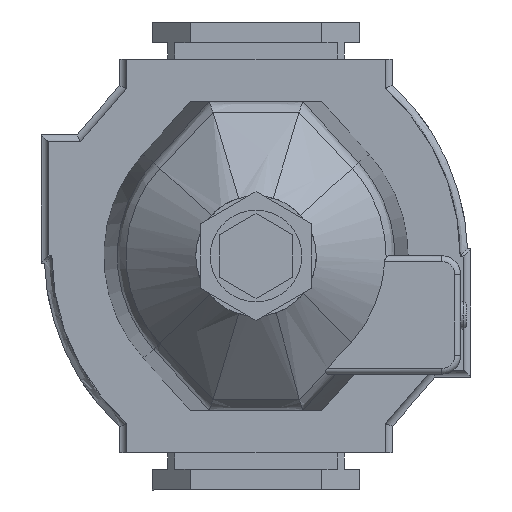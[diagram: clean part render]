
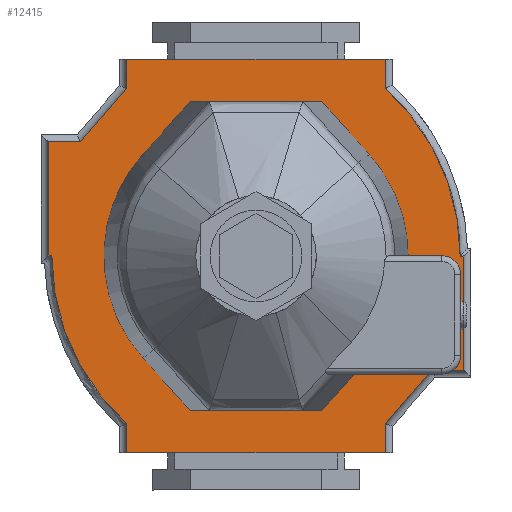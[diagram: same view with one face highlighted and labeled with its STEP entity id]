
A CAD part, front view. The second image highlights one B-rep face of the part: STEP entity #12415.
In plain terms, the highlighted face is planar.
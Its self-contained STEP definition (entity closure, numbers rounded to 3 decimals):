
#128 = ORIENTED_EDGE ( 'NONE', *, *, #4240, .F. ) ;
#209 = VERTEX_POINT ( 'NONE', #6721 ) ;
#238 = LINE ( 'NONE', #11828, #10384 ) ;
#275 = DIRECTION ( 'NONE',  ( 0., 0., 1. ) ) ;
#312 = CARTESIAN_POINT ( 'NONE',  ( 0., 0., -3.5 ) ) ;
#727 = CARTESIAN_POINT ( 'NONE',  ( -28.65, 0., 22.1 ) ) ;
#765 = ORIENTED_EDGE ( 'NONE', *, *, #8593, .F. ) ;
#868 = DIRECTION ( 'NONE',  ( -1., 0., 0. ) ) ;
#1140 = AXIS2_PLACEMENT_3D ( 'NONE', #7745, #2662, #275 ) ;
#1226 = EDGE_LOOP ( 'NONE', ( #6786, #6707, #11704, #10601, #9910, #5558, #4280, #128, #7242, #4512, #1366, #1986, #9980, #6832, #7731, #765 ) ) ;
#1359 = VERTEX_POINT ( 'NONE', #4856 ) ;
#1366 = ORIENTED_EDGE ( 'NONE', *, *, #2462, .F. ) ;
#1392 = CARTESIAN_POINT ( 'NONE',  ( 0., 0., -35.5 ) ) ;
#1464 = DIRECTION ( 'NONE',  ( 1., 0., 0. ) ) ;
#1563 = DIRECTION ( 'NONE',  ( -0.757, 0., -0.654 ) ) ;
#1693 = LINE ( 'NONE', #10502, #10993 ) ;
#1746 = VERTEX_POINT ( 'NONE', #10413 ) ;
#1976 = DIRECTION ( 'NONE',  ( 0., 0., 1. ) ) ;
#1986 = ORIENTED_EDGE ( 'NONE', *, *, #4437, .F. ) ;
#2084 = EDGE_CURVE ( 'NONE', #12286, #7294, #5845, .T. ) ;
#2462 = EDGE_CURVE ( 'NONE', #9609, #12286, #1693, .T. ) ;
#2576 = LINE ( 'NONE', #7280, #2759 ) ;
#2597 = CARTESIAN_POINT ( 'NONE',  ( 0., 0., 34.9 ) ) ;
#2610 = VECTOR ( 'NONE', #8671, 1000. ) ;
#2662 = DIRECTION ( 'NONE',  ( 0., 1., 0. ) ) ;
#2759 = VECTOR ( 'NONE', #11262, 1000. ) ;
#2867 = VECTOR ( 'NONE', #8797, 1000. ) ;
#3079 = DIRECTION ( 'NONE',  ( 0., 0., -1. ) ) ;
#3093 = CARTESIAN_POINT ( 'NONE',  ( -19.5, 0., 35.5 ) ) ;
#3207 = EDGE_CURVE ( 'NONE', #12319, #4840, #3997, .T. ) ;
#3224 = EDGE_CURVE ( 'NONE', #7216, #7462, #11886, .T. ) ;
#3334 = VECTOR ( 'NONE', #4914, 1000. ) ;
#3390 = LINE ( 'NONE', #9410, #6791 ) ;
#3551 = VECTOR ( 'NONE', #3079, 1000. ) ;
#3839 = PLANE ( 'NONE',  #1140 ) ;
#3906 = EDGE_CURVE ( 'NONE', #4666, #9741, #6688, .T. ) ;
#3997 = LINE ( 'NONE', #11619, #2867 ) ;
#4006 = CARTESIAN_POINT ( 'NONE',  ( 0., 0., -34.9 ) ) ;
#4052 = CARTESIAN_POINT ( 'NONE',  ( 33.65, 0., -22.1 ) ) ;
#4175 = LINE ( 'NONE', #12129, #3551 ) ;
#4240 = EDGE_CURVE ( 'NONE', #1359, #4666, #7568, .T. ) ;
#4280 = ORIENTED_EDGE ( 'NONE', *, *, #3906, .F. ) ;
#4437 = EDGE_CURVE ( 'NONE', #7462, #9609, #5911, .T. ) ;
#4512 = ORIENTED_EDGE ( 'NONE', *, *, #2084, .F. ) ;
#4550 = CARTESIAN_POINT ( 'NONE',  ( 19.5, 0., -30. ) ) ;
#4666 = VERTEX_POINT ( 'NONE', #3093 ) ;
#4840 = VERTEX_POINT ( 'NONE', #5286 ) ;
#4856 = CARTESIAN_POINT ( 'NONE',  ( 0., 0., 35.5 ) ) ;
#4897 = CARTESIAN_POINT ( 'NONE',  ( 33.65, 0., 22.1 ) ) ;
#4914 = DIRECTION ( 'NONE',  ( 0., 0., 1. ) ) ;
#5286 = CARTESIAN_POINT ( 'NONE',  ( -33.65, 0., 22.1 ) ) ;
#5287 = VECTOR ( 'NONE', #868, 1000. ) ;
#5558 = ORIENTED_EDGE ( 'NONE', *, *, #11348, .F. ) ;
#5577 = VECTOR ( 'NONE', #1464, 1000. ) ;
#5775 = EDGE_CURVE ( 'NONE', #1746, #209, #9438, .T. ) ;
#5819 = DIRECTION ( 'NONE',  ( 0., -1., 0. ) ) ;
#5845 = CIRCLE ( 'NONE', #12204, 38.4 ) ;
#5911 = LINE ( 'NONE', #4052, #6277 ) ;
#5921 = DIRECTION ( 'NONE',  ( 0., 0., 1. ) ) ;
#5952 = CARTESIAN_POINT ( 'NONE',  ( 33.65, 0., -22.1 ) ) ;
#6000 = VERTEX_POINT ( 'NONE', #1392 ) ;
#6025 = VERTEX_POINT ( 'NONE', #9368 ) ;
#6139 = CARTESIAN_POINT ( 'NONE',  ( 0., 0., -35.5 ) ) ;
#6277 = VECTOR ( 'NONE', #1976, 1000. ) ;
#6431 = DIRECTION ( 'NONE',  ( 0.757, 0., 0.654 ) ) ;
#6545 = CARTESIAN_POINT ( 'NONE',  ( 0., 0., 35.5 ) ) ;
#6658 = EDGE_CURVE ( 'NONE', #9829, #7216, #7574, .T. ) ;
#6688 = LINE ( 'NONE', #6822, #2610 ) ;
#6707 = ORIENTED_EDGE ( 'NONE', *, *, #7442, .F. ) ;
#6715 = CARTESIAN_POINT ( 'NONE',  ( 0., 0., 3.5 ) ) ;
#6721 = CARTESIAN_POINT ( 'NONE',  ( -28.622, 0., -22.1 ) ) ;
#6786 = ORIENTED_EDGE ( 'NONE', *, *, #7196, .F. ) ;
#6791 = VECTOR ( 'NONE', #1563, 1000. ) ;
#6822 = CARTESIAN_POINT ( 'NONE',  ( -19.5, 0., 35.5 ) ) ;
#6832 = ORIENTED_EDGE ( 'NONE', *, *, #6658, .F. ) ;
#7045 = LINE ( 'NONE', #6139, #8979 ) ;
#7100 = CARTESIAN_POINT ( 'NONE',  ( 19.5, 0., -35.5 ) ) ;
#7196 = EDGE_CURVE ( 'NONE', #12636, #6000, #4175, .T. ) ;
#7216 = VERTEX_POINT ( 'NONE', #9180 ) ;
#7231 = DIRECTION ( 'NONE',  ( 1., 0., 0. ) ) ;
#7242 = ORIENTED_EDGE ( 'NONE', *, *, #8743, .F. ) ;
#7280 = CARTESIAN_POINT ( 'NONE',  ( -33.65, 0., 22.1 ) ) ;
#7294 = VERTEX_POINT ( 'NONE', #2597 ) ;
#7425 = VECTOR ( 'NONE', #6431, 1000. ) ;
#7442 = EDGE_CURVE ( 'NONE', #209, #12636, #11531, .T. ) ;
#7462 = VERTEX_POINT ( 'NONE', #5952 ) ;
#7568 = LINE ( 'NONE', #6545, #5287 ) ;
#7574 = LINE ( 'NONE', #11434, #7425 ) ;
#7731 = ORIENTED_EDGE ( 'NONE', *, *, #9257, .F. ) ;
#7745 = CARTESIAN_POINT ( 'NONE',  ( 0., 0., 0. ) ) ;
#7832 = CARTESIAN_POINT ( 'NONE',  ( -19.5, 0., 30. ) ) ;
#8593 = EDGE_CURVE ( 'NONE', #6000, #6025, #7045, .T. ) ;
#8656 = AXIS2_PLACEMENT_3D ( 'NONE', #6715, #5819, #11653 ) ;
#8671 = DIRECTION ( 'NONE',  ( 0., 0., -1. ) ) ;
#8743 = EDGE_CURVE ( 'NONE', #7294, #1359, #238, .T. ) ;
#8797 = DIRECTION ( 'NONE',  ( -1., 0., 0. ) ) ;
#8979 = VECTOR ( 'NONE', #7231, 1000. ) ;
#9180 = CARTESIAN_POINT ( 'NONE',  ( 28.65, 0., -22.1 ) ) ;
#9257 = EDGE_CURVE ( 'NONE', #6025, #9829, #11861, .T. ) ;
#9368 = CARTESIAN_POINT ( 'NONE',  ( 19.5, 0., -35.5 ) ) ;
#9410 = CARTESIAN_POINT ( 'NONE',  ( -19.5, 0., 30. ) ) ;
#9413 = DIRECTION ( 'NONE',  ( -1., 0., 0. ) ) ;
#9438 = LINE ( 'NONE', #10272, #5577 ) ;
#9609 = VERTEX_POINT ( 'NONE', #4897 ) ;
#9741 = VERTEX_POINT ( 'NONE', #7832 ) ;
#9807 = FACE_OUTER_BOUND ( 'NONE', #1226, .T. ) ;
#9829 = VERTEX_POINT ( 'NONE', #4550 ) ;
#9910 = ORIENTED_EDGE ( 'NONE', *, *, #3207, .F. ) ;
#9980 = ORIENTED_EDGE ( 'NONE', *, *, #3224, .F. ) ;
#10050 = VECTOR ( 'NONE', #10932, 1000. ) ;
#10272 = CARTESIAN_POINT ( 'NONE',  ( -33.65, 0., -22.1 ) ) ;
#10384 = VECTOR ( 'NONE', #5921, 1000. ) ;
#10413 = CARTESIAN_POINT ( 'NONE',  ( -33.65, 0., -22.1 ) ) ;
#10502 = CARTESIAN_POINT ( 'NONE',  ( 33.65, 0., 22.1 ) ) ;
#10601 = ORIENTED_EDGE ( 'NONE', *, *, #12086, .F. ) ;
#10729 = CARTESIAN_POINT ( 'NONE',  ( 28.65, 0., -22.1 ) ) ;
#10932 = DIRECTION ( 'NONE',  ( 1., 0., 0. ) ) ;
#10993 = VECTOR ( 'NONE', #9413, 1000. ) ;
#11130 = DIRECTION ( 'NONE',  ( 0., -1., 0. ) ) ;
#11190 = CARTESIAN_POINT ( 'NONE',  ( 28.622, 0., 22.1 ) ) ;
#11262 = DIRECTION ( 'NONE',  ( 0., 0., -1. ) ) ;
#11348 = EDGE_CURVE ( 'NONE', #9741, #12319, #3390, .T. ) ;
#11434 = CARTESIAN_POINT ( 'NONE',  ( 19.5, 0., -30. ) ) ;
#11531 = CIRCLE ( 'NONE', #8656, 38.4 ) ;
#11619 = CARTESIAN_POINT ( 'NONE',  ( -28.65, 0., 22.1 ) ) ;
#11653 = DIRECTION ( 'NONE',  ( 0., 0., 1. ) ) ;
#11704 = ORIENTED_EDGE ( 'NONE', *, *, #5775, .F. ) ;
#11828 = CARTESIAN_POINT ( 'NONE',  ( 0., 0., 34.9 ) ) ;
#11861 = LINE ( 'NONE', #7100, #3334 ) ;
#11886 = LINE ( 'NONE', #10729, #10050 ) ;
#12086 = EDGE_CURVE ( 'NONE', #4840, #1746, #2576, .T. ) ;
#12097 = DIRECTION ( 'NONE',  ( 0., 0., -1. ) ) ;
#12129 = CARTESIAN_POINT ( 'NONE',  ( 0., 0., -34.9 ) ) ;
#12204 = AXIS2_PLACEMENT_3D ( 'NONE', #312, #11130, #12097 ) ;
#12286 = VERTEX_POINT ( 'NONE', #11190 ) ;
#12319 = VERTEX_POINT ( 'NONE', #727 ) ;
#12415 = ADVANCED_FACE ( 'NONE', ( #9807 ), #3839, .T. ) ;
#12636 = VERTEX_POINT ( 'NONE', #4006 ) ;
